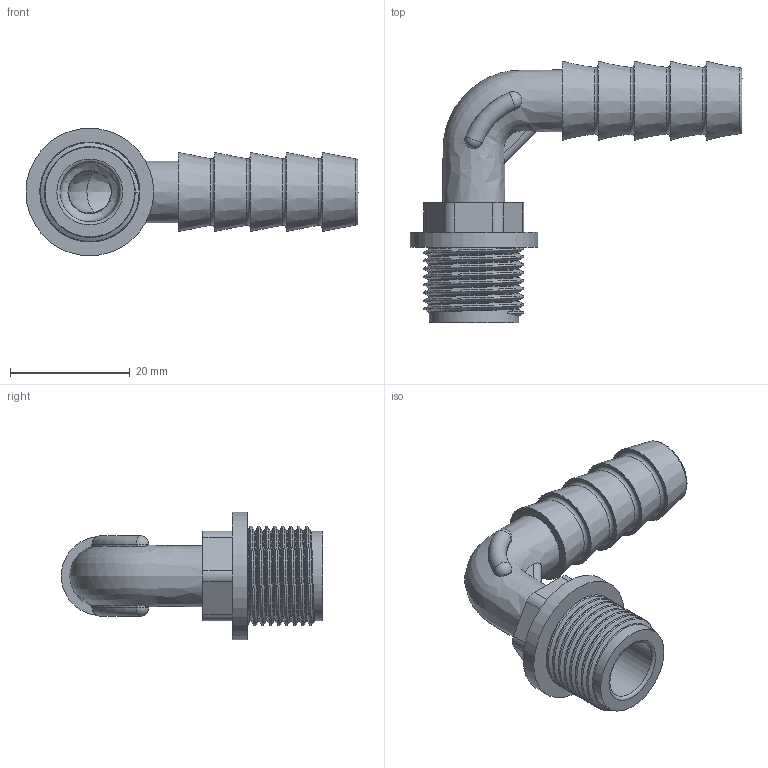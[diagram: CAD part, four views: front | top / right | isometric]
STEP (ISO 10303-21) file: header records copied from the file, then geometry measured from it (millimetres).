
FILE_DESCRIPTION (( 'STEP AP203' ), '1' );
FILE_NAME ('00131_0213.STEP', '2017-06-07T11:49:41', ( '' ), ( '' ), 'SwSTEP 2.0', 'SolidWorks 2011', '' );
FILE_SCHEMA (( 'CONFIG_CONTROL_DESIGN' ));
Length unit declared in the file: millimetre
Products named in the file (1): 00131_0213
Bounding box: 55.4 x 43.65 x 21.3 mm (x, y, z)
Volume: 6330.4 mm3; surface area: 6283.1 mm2
Topology: 1 solids, 1 shells, 75 faces, 175 edges, 109 vertices
Faces by surface type: cylinder 25, plane 19, torus 11, bspline 9, cone 7, sphere 4
Full cylindrical faces by diameter (mm): 10 x1, 14.95 x7, 21.3 x1
Entity records: 6461 total; most frequent: CARTESIAN_POINT 5061, DIRECTION 264, ORIENTED_EDGE 248, EDGE_CURVE 124, AXIS2_PLACEMENT_3D 114, EDGE_LOOP 99, VERTEX_POINT 87, FACE_OUTER_BOUND 81
